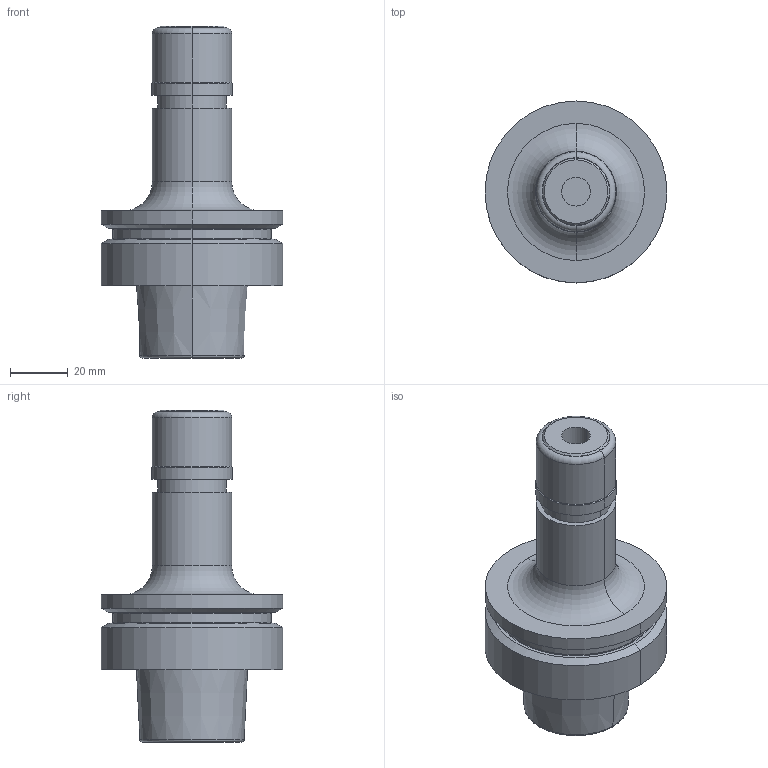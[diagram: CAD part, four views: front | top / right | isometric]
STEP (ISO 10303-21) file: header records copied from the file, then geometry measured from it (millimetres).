
FILE_DESCRIPTION (( 'STEP AP203' ), '1' );
FILE_NAME ('STP-103-763-010-090-1.STEP', '2021-06-02T10:53:19', ( '' ), ( '' ), 'SwSTEP 2.0', 'SolidWorks 2017', '' );
FILE_SCHEMA (( 'CONFIG_CONTROL_DESIGN' ));
Length unit declared in the file: millimetre
Products named in the file (1): STP-103-763-010-090-1
Bounding box: 63 x 63 x 115 mm (x, y, z)
Volume: 119414.5 mm3; surface area: 24877.2 mm2
Topology: 1 solids, 1 shells, 63 faces, 126 edges, 73 vertices
Faces by surface type: cylinder 24, cone 16, torus 12, plane 11
Entity records: 1707 total; most frequent: DIRECTION 336, CARTESIAN_POINT 261, ORIENTED_EDGE 248, AXIS2_PLACEMENT_3D 148, EDGE_CURVE 124, CIRCLE 84, EDGE_LOOP 73, VERTEX_POINT 73
